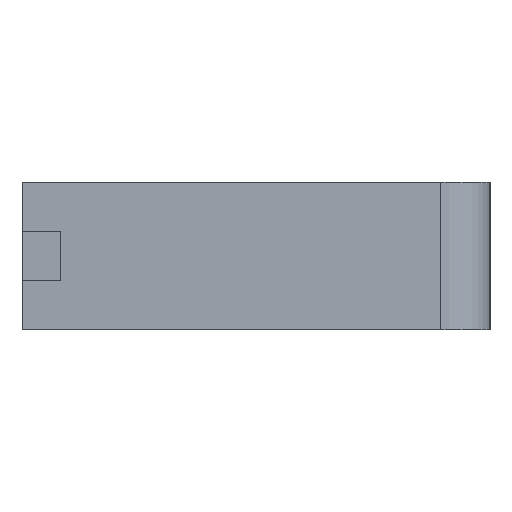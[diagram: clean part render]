
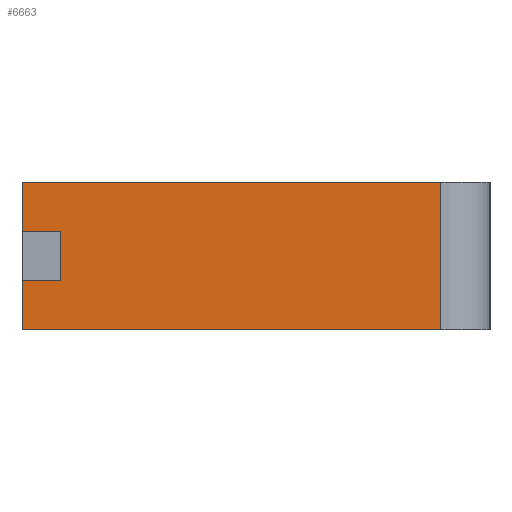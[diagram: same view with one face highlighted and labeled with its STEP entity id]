
A CAD part, left-side view. The second image highlights one B-rep face of the part: STEP entity #6663.
In plain terms, the highlighted planar face has unit normal (-1, 0, 0).
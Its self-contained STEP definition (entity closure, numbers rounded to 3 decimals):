
#1582 = VECTOR ( 'NONE', #4267, 1000. ) ;
#2719 = LINE ( 'NONE', #12902, #10006 ) ;
#3143 = DIRECTION ( 'NONE',  ( 0., -1., 0. ) ) ;
#3612 = VERTEX_POINT ( 'NONE', #22366 ) ;
#3834 = CARTESIAN_POINT ( 'NONE',  ( -17., -7.5, 3. ) ) ;
#4267 = DIRECTION ( 'NONE',  ( 0., 0., -1. ) ) ;
#4418 = CARTESIAN_POINT ( 'NONE',  ( -17., 9.5, 3. ) ) ;
#4541 = ORIENTED_EDGE ( 'NONE', *, *, #21389, .T. ) ;
#4961 = LINE ( 'NONE', #7481, #12858 ) ;
#6663 = ADVANCED_FACE ( 'NONE', ( #11809 ), #21634, .F. ) ;
#6856 = ORIENTED_EDGE ( 'NONE', *, *, #13388, .T. ) ;
#7481 = CARTESIAN_POINT ( 'NONE',  ( -17., -9.5, 3. ) ) ;
#8330 = ORIENTED_EDGE ( 'NONE', *, *, #9350, .T. ) ;
#8880 = LINE ( 'NONE', #4418, #1582 ) ;
#9070 = DIRECTION ( 'NONE',  ( 0., 0., 1. ) ) ;
#9350 = EDGE_CURVE ( 'NONE', #18117, #10368, #16284, .T. ) ;
#9825 = LINE ( 'NONE', #17371, #11849 ) ;
#10006 = VECTOR ( 'NONE', #16418, 1000. ) ;
#10368 = VERTEX_POINT ( 'NONE', #3834 ) ;
#10528 = CARTESIAN_POINT ( 'NONE',  ( -17., 9.5, -1. ) ) ;
#10592 = VECTOR ( 'NONE', #3143, 1000. ) ;
#10647 = DIRECTION ( 'NONE',  ( 0., 0., -1. ) ) ;
#10728 = CARTESIAN_POINT ( 'NONE',  ( -17., -9.5, 3. ) ) ;
#10968 = LINE ( 'NONE', #10528, #18755 ) ;
#11145 = EDGE_CURVE ( 'NONE', #20082, #16088, #10968, .T. ) ;
#11493 = CARTESIAN_POINT ( 'NONE',  ( -17., 9.5, 1. ) ) ;
#11653 = DIRECTION ( 'NONE',  ( 0., 1., 0. ) ) ;
#11809 = FACE_OUTER_BOUND ( 'NONE', #23629, .T. ) ;
#11834 = DIRECTION ( 'NONE',  ( 0., 0., 1. ) ) ;
#11849 = VECTOR ( 'NONE', #11834, 1000. ) ;
#12817 = CARTESIAN_POINT ( 'NONE',  ( -17., -7.5, 3. ) ) ;
#12858 = VECTOR ( 'NONE', #22429, 1000. ) ;
#12902 = CARTESIAN_POINT ( 'NONE',  ( -17., 9.5, 3. ) ) ;
#13388 = EDGE_CURVE ( 'NONE', #20082, #3612, #8880, .T. ) ;
#13583 = VERTEX_POINT ( 'NONE', #17063 ) ;
#13956 = VERTEX_POINT ( 'NONE', #20423 ) ;
#14288 = VECTOR ( 'NONE', #9070, 1000. ) ;
#14372 = EDGE_CURVE ( 'NONE', #13583, #10368, #4961, .T. ) ;
#14550 = ORIENTED_EDGE ( 'NONE', *, *, #21935, .F. ) ;
#15116 = ORIENTED_EDGE ( 'NONE', *, *, #11145, .F. ) ;
#15426 = CARTESIAN_POINT ( 'NONE',  ( -17., 7.924, -1. ) ) ;
#15560 = VERTEX_POINT ( 'NONE', #16875 ) ;
#15865 = EDGE_CURVE ( 'NONE', #16088, #15560, #9825, .T. ) ;
#16088 = VERTEX_POINT ( 'NONE', #15426 ) ;
#16284 = LINE ( 'NONE', #12817, #14288 ) ;
#16295 = LINE ( 'NONE', #11493, #19748 ) ;
#16418 = DIRECTION ( 'NONE',  ( 0., 0., -1. ) ) ;
#16798 = CARTESIAN_POINT ( 'NONE',  ( -17., -7.5, -3. ) ) ;
#16875 = CARTESIAN_POINT ( 'NONE',  ( -17., 7.924, 1. ) ) ;
#16949 = LINE ( 'NONE', #23615, #10592 ) ;
#17063 = CARTESIAN_POINT ( 'NONE',  ( -17., 9.5, 3. ) ) ;
#17371 = CARTESIAN_POINT ( 'NONE',  ( -17., 7.924, -1. ) ) ;
#18117 = VERTEX_POINT ( 'NONE', #16798 ) ;
#18755 = VECTOR ( 'NONE', #19787, 1000. ) ;
#18891 = ORIENTED_EDGE ( 'NONE', *, *, #15865, .F. ) ;
#19748 = VECTOR ( 'NONE', #11653, 1000. ) ;
#19787 = DIRECTION ( 'NONE',  ( 0., -1., 0. ) ) ;
#19830 = CARTESIAN_POINT ( 'NONE',  ( -17., 9.5, -1. ) ) ;
#20082 = VERTEX_POINT ( 'NONE', #19830 ) ;
#20423 = CARTESIAN_POINT ( 'NONE',  ( -17., 9.5, 1. ) ) ;
#20893 = EDGE_CURVE ( 'NONE', #3612, #18117, #16949, .T. ) ;
#21389 = EDGE_CURVE ( 'NONE', #13583, #13956, #2719, .T. ) ;
#21634 = PLANE ( 'NONE',  #21866 ) ;
#21866 = AXIS2_PLACEMENT_3D ( 'NONE', #10728, #23470, #10647 ) ;
#21935 = EDGE_CURVE ( 'NONE', #15560, #13956, #16295, .T. ) ;
#22366 = CARTESIAN_POINT ( 'NONE',  ( -17., 9.5, -3. ) ) ;
#22429 = DIRECTION ( 'NONE',  ( 0., -1., 0. ) ) ;
#22954 = ORIENTED_EDGE ( 'NONE', *, *, #14372, .F. ) ;
#23260 = ORIENTED_EDGE ( 'NONE', *, *, #20893, .T. ) ;
#23470 = DIRECTION ( 'NONE',  ( 1., 0., 0. ) ) ;
#23615 = CARTESIAN_POINT ( 'NONE',  ( -17., -9.5, -3. ) ) ;
#23629 = EDGE_LOOP ( 'NONE', ( #23260, #8330, #22954, #4541, #14550, #18891, #15116, #6856 ) ) ;
